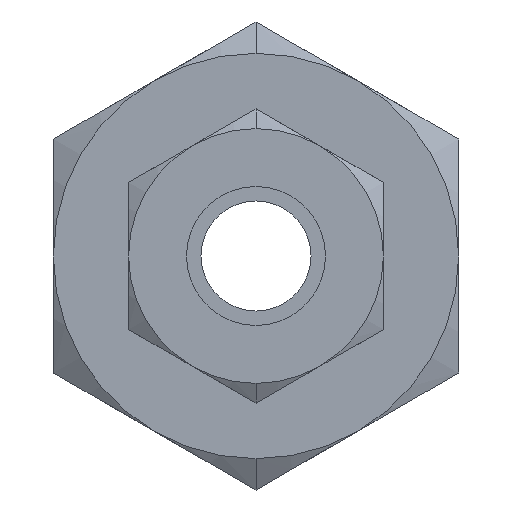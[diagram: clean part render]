
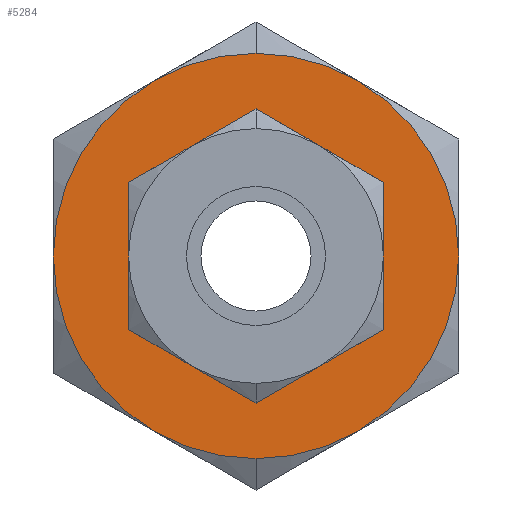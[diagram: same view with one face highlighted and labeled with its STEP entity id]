
A CAD part, left-side view. The second image highlights one B-rep face of the part: STEP entity #5284.
In plain terms, the highlighted planar face has unit normal (-1, 0, 0).
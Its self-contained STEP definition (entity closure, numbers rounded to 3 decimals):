
#16 = CARTESIAN_POINT ( 'NONE',  ( 22., 0., 0. ) ) ;
#17 = ORIENTED_EDGE ( 'NONE', *, *, #7300, .T. ) ;
#155 = VERTEX_POINT ( 'NONE', #5973 ) ;
#168 = DIRECTION ( 'NONE',  ( 0., 1., 0. ) ) ;
#421 = DIRECTION ( 'NONE',  ( 0., -1., 0. ) ) ;
#436 = ORIENTED_EDGE ( 'NONE', *, *, #7056, .T. ) ;
#522 = DIRECTION ( 'NONE',  ( -1., 0., 0. ) ) ;
#545 = ORIENTED_EDGE ( 'NONE', *, *, #7615, .T. ) ;
#575 = CARTESIAN_POINT ( 'NONE',  ( 22., 8.75, -15.155 ) ) ;
#698 = AXIS2_PLACEMENT_3D ( 'NONE', #7449, #4284, #9065 ) ;
#1007 = DIRECTION ( 'NONE',  ( -1., 0., 0. ) ) ;
#1223 = CIRCLE ( 'NONE', #9383, 17.5 ) ;
#1225 = DIRECTION ( 'NONE',  ( 0., 0., -1. ) ) ;
#1312 = CARTESIAN_POINT ( 'NONE',  ( 22., -8.75, 15.155 ) ) ;
#1315 = AXIS2_PLACEMENT_3D ( 'NONE', #4967, #522, #1225 ) ;
#1354 = AXIS2_PLACEMENT_3D ( 'NONE', #2446, #9173, #7753 ) ;
#1586 = FACE_OUTER_BOUND ( 'NONE', #2974, .T. ) ;
#1857 = CARTESIAN_POINT ( 'NONE',  ( 22., 0., 8.012 ) ) ;
#1886 = ORIENTED_EDGE ( 'NONE', *, *, #6502, .T. ) ;
#1930 = CARTESIAN_POINT ( 'NONE',  ( 22., 0., 0. ) ) ;
#2331 = CARTESIAN_POINT ( 'NONE',  ( 22., 0., -17.5 ) ) ;
#2446 = CARTESIAN_POINT ( 'NONE',  ( 22., 0., 0. ) ) ;
#2568 = VERTEX_POINT ( 'NONE', #3327 ) ;
#2752 = EDGE_CURVE ( 'NONE', #8096, #6781, #4968, .T. ) ;
#2760 = CIRCLE ( 'NONE', #8361, 8.012 ) ;
#2905 = VERTEX_POINT ( 'NONE', #7480 ) ;
#2974 = EDGE_LOOP ( 'NONE', ( #6883, #8119, #6745, #6716, #17, #3479, #436, #545 ) ) ;
#3030 = EDGE_LOOP ( 'NONE', ( #1886, #7301 ) ) ;
#3086 = VERTEX_POINT ( 'NONE', #1857 ) ;
#3177 = CARTESIAN_POINT ( 'NONE',  ( 22., 0., 0. ) ) ;
#3327 = CARTESIAN_POINT ( 'NONE',  ( 22., 0., 17.5 ) ) ;
#3329 = CARTESIAN_POINT ( 'NONE',  ( 22., 0., 0. ) ) ;
#3479 = ORIENTED_EDGE ( 'NONE', *, *, #3553, .T. ) ;
#3553 = EDGE_CURVE ( 'NONE', #8558, #8805, #7704, .T. ) ;
#3874 = DIRECTION ( 'NONE',  ( 0., 0.5, 0.866 ) ) ;
#3884 = AXIS2_PLACEMENT_3D ( 'NONE', #6853, #9916, #8464 ) ;
#4000 = CARTESIAN_POINT ( 'NONE',  ( 22., 8.75, 15.155 ) ) ;
#4284 = DIRECTION ( 'NONE',  ( -1., 0., 0. ) ) ;
#4599 = DIRECTION ( 'NONE',  ( -1., 0., 0. ) ) ;
#4681 = PLANE ( 'NONE',  #5392 ) ;
#4799 = CARTESIAN_POINT ( 'NONE',  ( 22., 0., 0. ) ) ;
#4916 = EDGE_CURVE ( 'NONE', #155, #3086, #2760, .T. ) ;
#4967 = CARTESIAN_POINT ( 'NONE',  ( 22., 0., 0. ) ) ;
#4968 = CIRCLE ( 'NONE', #6408, 17.5 ) ;
#5284 = ADVANCED_FACE ( 'NONE', ( #9251, #1586 ), #4681, .F. ) ;
#5392 = AXIS2_PLACEMENT_3D ( 'NONE', #3177, #5486, #168 ) ;
#5407 = DIRECTION ( 'NONE',  ( 0., 0., 1. ) ) ;
#5486 = DIRECTION ( 'NONE',  ( 1., 0., 0. ) ) ;
#5591 = EDGE_CURVE ( 'NONE', #6781, #5629, #1223, .T. ) ;
#5629 = VERTEX_POINT ( 'NONE', #575 ) ;
#5973 = CARTESIAN_POINT ( 'NONE',  ( 22., 0., -8.012 ) ) ;
#5984 = CIRCLE ( 'NONE', #6451, 17.5 ) ;
#6142 = DIRECTION ( 'NONE',  ( -1., 0., 0. ) ) ;
#6220 = CARTESIAN_POINT ( 'NONE',  ( 22., -8.75, -15.155 ) ) ;
#6364 = CARTESIAN_POINT ( 'NONE',  ( 22., 17.5, 0. ) ) ;
#6408 = AXIS2_PLACEMENT_3D ( 'NONE', #16, #6142, #3874 ) ;
#6430 = CARTESIAN_POINT ( 'NONE',  ( 22., 0., 0. ) ) ;
#6451 = AXIS2_PLACEMENT_3D ( 'NONE', #9119, #4599, #5407 ) ;
#6502 = EDGE_CURVE ( 'NONE', #3086, #155, #8381, .T. ) ;
#6716 = ORIENTED_EDGE ( 'NONE', *, *, #5591, .T. ) ;
#6745 = ORIENTED_EDGE ( 'NONE', *, *, #2752, .T. ) ;
#6781 = VERTEX_POINT ( 'NONE', #6364 ) ;
#6853 = CARTESIAN_POINT ( 'NONE',  ( 22., 0., 0. ) ) ;
#6883 = ORIENTED_EDGE ( 'NONE', *, *, #7030, .T. ) ;
#7030 = EDGE_CURVE ( 'NONE', #9050, #2568, #8859, .T. ) ;
#7056 = EDGE_CURVE ( 'NONE', #8805, #2905, #8215, .T. ) ;
#7085 = EDGE_CURVE ( 'NONE', #2568, #8096, #5984, .T. ) ;
#7283 = DIRECTION ( 'NONE',  ( -1., 0., 0. ) ) ;
#7300 = EDGE_CURVE ( 'NONE', #5629, #8558, #8054, .T. ) ;
#7301 = ORIENTED_EDGE ( 'NONE', *, *, #4916, .T. ) ;
#7449 = CARTESIAN_POINT ( 'NONE',  ( 22., 0., 0. ) ) ;
#7480 = CARTESIAN_POINT ( 'NONE',  ( 22., -17.5, 0. ) ) ;
#7483 = DIRECTION ( 'NONE',  ( 0., 1., 0. ) ) ;
#7577 = AXIS2_PLACEMENT_3D ( 'NONE', #6430, #9495, #7831 ) ;
#7583 = AXIS2_PLACEMENT_3D ( 'NONE', #1930, #7283, #421 ) ;
#7615 = EDGE_CURVE ( 'NONE', #2905, #9050, #9345, .T. ) ;
#7704 = CIRCLE ( 'NONE', #1315, 17.5 ) ;
#7750 = DIRECTION ( 'NONE',  ( 1., 0., 0. ) ) ;
#7753 = DIRECTION ( 'NONE',  ( 0., -0.5, 0.866 ) ) ;
#7831 = DIRECTION ( 'NONE',  ( 0., 0., 1. ) ) ;
#8054 = CIRCLE ( 'NONE', #698, 17.5 ) ;
#8096 = VERTEX_POINT ( 'NONE', #4000 ) ;
#8119 = ORIENTED_EDGE ( 'NONE', *, *, #7085, .T. ) ;
#8215 = CIRCLE ( 'NONE', #3884, 17.5 ) ;
#8361 = AXIS2_PLACEMENT_3D ( 'NONE', #3329, #7750, #8646 ) ;
#8381 = CIRCLE ( 'NONE', #7577, 8.012 ) ;
#8464 = DIRECTION ( 'NONE',  ( 0., -0.5, -0.866 ) ) ;
#8558 = VERTEX_POINT ( 'NONE', #2331 ) ;
#8646 = DIRECTION ( 'NONE',  ( 0., 0., -1. ) ) ;
#8805 = VERTEX_POINT ( 'NONE', #6220 ) ;
#8859 = CIRCLE ( 'NONE', #1354, 17.5 ) ;
#9050 = VERTEX_POINT ( 'NONE', #1312 ) ;
#9065 = DIRECTION ( 'NONE',  ( 0., 0.5, -0.866 ) ) ;
#9119 = CARTESIAN_POINT ( 'NONE',  ( 22., 0., 0. ) ) ;
#9173 = DIRECTION ( 'NONE',  ( -1., 0., 0. ) ) ;
#9251 = FACE_BOUND ( 'NONE', #3030, .T. ) ;
#9345 = CIRCLE ( 'NONE', #7583, 17.5 ) ;
#9383 = AXIS2_PLACEMENT_3D ( 'NONE', #4799, #1007, #7483 ) ;
#9495 = DIRECTION ( 'NONE',  ( 1., 0., 0. ) ) ;
#9916 = DIRECTION ( 'NONE',  ( -1., 0., 0. ) ) ;
